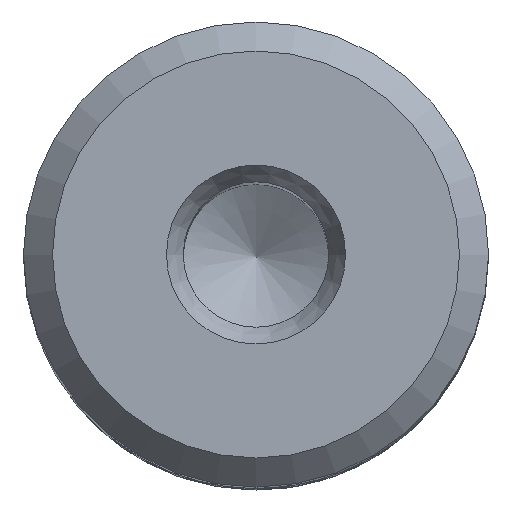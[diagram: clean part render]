
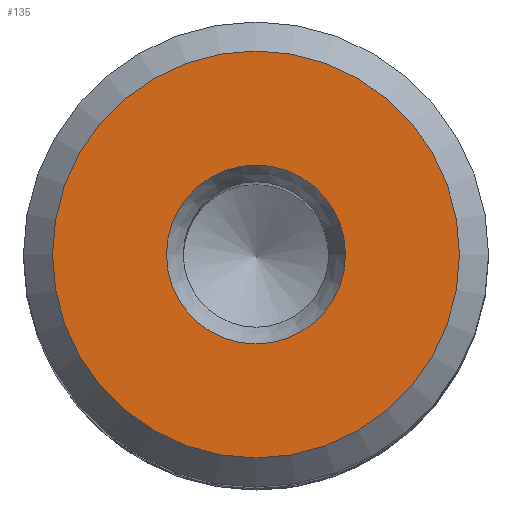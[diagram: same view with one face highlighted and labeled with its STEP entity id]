
A CAD part, top view. The second image highlights one B-rep face of the part: STEP entity #135.
In plain terms, the highlighted planar face has unit normal (0, 0, 1).
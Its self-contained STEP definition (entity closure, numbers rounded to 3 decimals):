
#48=PLANE('',#664);
#135=ADVANCED_FACE('',(#278,#279),#48,.T.);
#278=FACE_BOUND('',#363,.T.);
#279=FACE_BOUND('',#364,.T.);
#363=EDGE_LOOP('',(#451));
#364=EDGE_LOOP('',(#452));
#451=ORIENTED_EDGE('',*,*,#556,.T.);
#452=ORIENTED_EDGE('',*,*,#557,.T.);
#510=VERTEX_POINT('',#1168);
#511=VERTEX_POINT('',#1171);
#556=EDGE_CURVE('',#510,#510,#602,.T.);
#557=EDGE_CURVE('',#511,#511,#603,.T.);
#602=CIRCLE('',#661,3.077);
#603=CIRCLE('',#663,7.);
#661=AXIS2_PLACEMENT_3D('',#1167,#805,#806);
#663=AXIS2_PLACEMENT_3D('',#1170,#809,#810);
#664=AXIS2_PLACEMENT_3D('',#1172,#811,#812);
#805=DIRECTION('',(0.,0.,-1.));
#806=DIRECTION('',(1.,0.,0.));
#809=DIRECTION('',(0.,0.,1.));
#810=DIRECTION('',(1.,0.,0.));
#811=DIRECTION('',(0.,0.,1.));
#812=DIRECTION('',(1.,0.,0.));
#1167=CARTESIAN_POINT('',(0.,0.,0.));
#1168=CARTESIAN_POINT('',(3.077,0.,0.));
#1170=CARTESIAN_POINT('',(0.,0.,0.));
#1171=CARTESIAN_POINT('',(7.,0.,0.));
#1172=CARTESIAN_POINT('',(0.,0.,0.));
